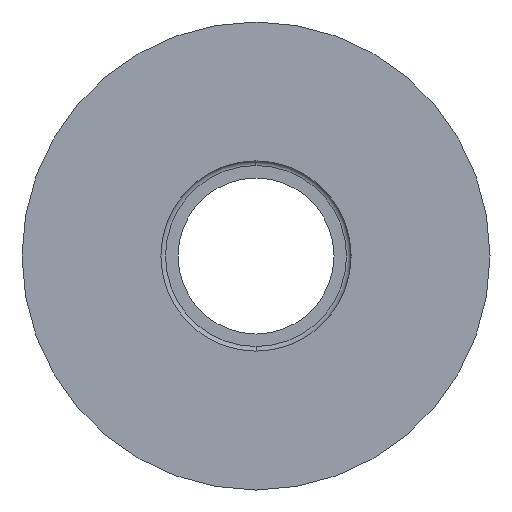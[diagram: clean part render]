
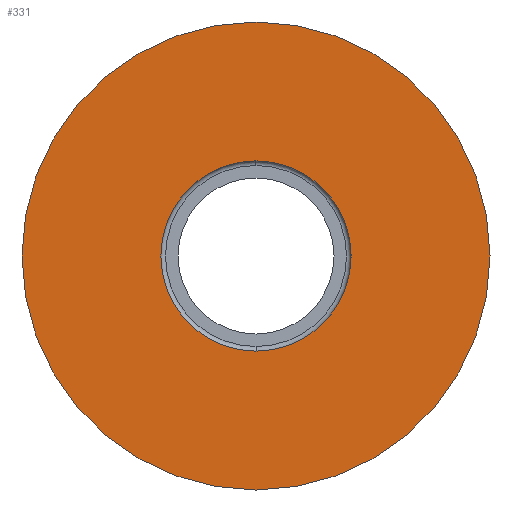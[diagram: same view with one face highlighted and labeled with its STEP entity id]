
A CAD part, left-side view. The second image highlights one B-rep face of the part: STEP entity #331.
In plain terms, the highlighted planar face has unit normal (-1, 0, 0).
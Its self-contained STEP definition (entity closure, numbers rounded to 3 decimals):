
#6 = ORIENTED_EDGE ( 'NONE', *, *, #325, .T. ) ;
#39 = AXIS2_PLACEMENT_3D ( 'NONE', #360, #356, #351 ) ;
#61 = VERTEX_POINT ( 'NONE', #159 ) ;
#81 = VERTEX_POINT ( 'NONE', #550 ) ;
#82 = VERTEX_POINT ( 'NONE', #548 ) ;
#94 = AXIS2_PLACEMENT_3D ( 'NONE', #203, #198, #196 ) ;
#112 = EDGE_LOOP ( 'NONE', ( #388, #6 ) ) ;
#136 = CIRCLE ( 'NONE', #94, 6.1 ) ;
#146 = EDGE_LOOP ( 'NONE', ( #336, #447 ) ) ;
#158 = DIRECTION ( 'NONE',  ( 0., 0., 1. ) ) ;
#159 = CARTESIAN_POINT ( 'NONE',  ( 0., 0., 15. ) ) ;
#179 = DIRECTION ( 'NONE',  ( -1., 0., 0. ) ) ;
#187 = FACE_OUTER_BOUND ( 'NONE', #146, .T. ) ;
#196 = DIRECTION ( 'NONE',  ( 0., 0., -1. ) ) ;
#198 = DIRECTION ( 'NONE',  ( 1., 0., 0. ) ) ;
#203 = CARTESIAN_POINT ( 'NONE',  ( 0., 0., 0. ) ) ;
#205 = CARTESIAN_POINT ( 'NONE',  ( 0., 0., -6.1 ) ) ;
#230 = PLANE ( 'NONE',  #537 ) ;
#231 = AXIS2_PLACEMENT_3D ( 'NONE', #280, #455, #292 ) ;
#246 = CIRCLE ( 'NONE', #231, 15. ) ;
#270 = DIRECTION ( 'NONE',  ( 0., 0., -1. ) ) ;
#272 = DIRECTION ( 'NONE',  ( 1., 0., 0. ) ) ;
#276 = CARTESIAN_POINT ( 'NONE',  ( 0., 0., 0. ) ) ;
#280 = CARTESIAN_POINT ( 'NONE',  ( 0., 0., 0. ) ) ;
#282 = EDGE_CURVE ( 'NONE', #366, #61, #246, .T. ) ;
#283 = CIRCLE ( 'NONE', #299, 15. ) ;
#292 = DIRECTION ( 'NONE',  ( 0., 0., -1. ) ) ;
#299 = AXIS2_PLACEMENT_3D ( 'NONE', #276, #272, #270 ) ;
#325 = EDGE_CURVE ( 'NONE', #82, #81, #136, .T. ) ;
#329 = CARTESIAN_POINT ( 'NONE',  ( 0., 0., -15. ) ) ;
#331 = ADVANCED_FACE ( 'NONE', ( #445, #187 ), #230, .T. ) ;
#336 = ORIENTED_EDGE ( 'NONE', *, *, #282, .F. ) ;
#351 = DIRECTION ( 'NONE',  ( 0., 0., -1. ) ) ;
#356 = DIRECTION ( 'NONE',  ( 1., 0., 0. ) ) ;
#360 = CARTESIAN_POINT ( 'NONE',  ( 0., 0., 0. ) ) ;
#366 = VERTEX_POINT ( 'NONE', #329 ) ;
#370 = CIRCLE ( 'NONE', #39, 6.1 ) ;
#388 = ORIENTED_EDGE ( 'NONE', *, *, #458, .T. ) ;
#445 = FACE_BOUND ( 'NONE', #112, .T. ) ;
#447 = ORIENTED_EDGE ( 'NONE', *, *, #477, .F. ) ;
#455 = DIRECTION ( 'NONE',  ( 1., 0., 0. ) ) ;
#458 = EDGE_CURVE ( 'NONE', #81, #82, #370, .T. ) ;
#477 = EDGE_CURVE ( 'NONE', #61, #366, #283, .T. ) ;
#537 = AXIS2_PLACEMENT_3D ( 'NONE', #205, #179, #158 ) ;
#548 = CARTESIAN_POINT ( 'NONE',  ( 0., 0., 6.1 ) ) ;
#550 = CARTESIAN_POINT ( 'NONE',  ( 0., 0., -6.1 ) ) ;
